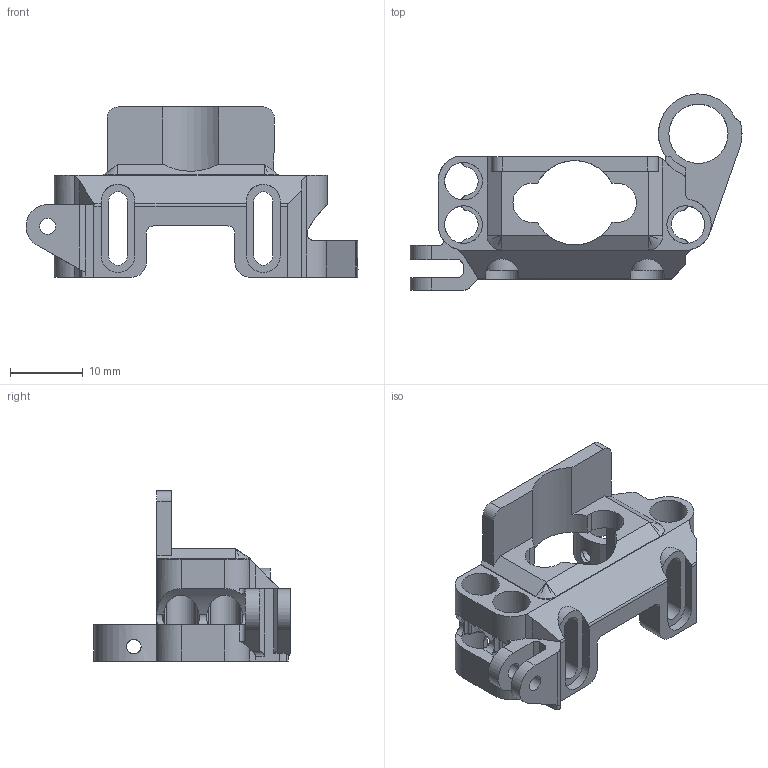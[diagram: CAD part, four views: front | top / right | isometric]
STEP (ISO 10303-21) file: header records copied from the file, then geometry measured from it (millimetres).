
FILE_DESCRIPTION(/* description */ (''),/* implementation_level */ '2;1');
FILE_NAME(/* name */ 'Mosquito Carrage V2 Bronze Bearings.step',/* time_stamp */ '2023-05-08T14:14:12-07:00',/* author */ (''),/* organization */ (''),/* preprocessor_version */ 'ST-DEVELOPER v19.2',/* originating_system */ 'Autodesk Translation Framework v12.4.0.73',/* authorisation */ '');
FILE_SCHEMA (('AUTOMOTIVE_DESIGN { 1 0 10303 214 3 1 1 }'));
Length unit declared in the file: millimetre
Products named in the file (1): Mosquito Carrage V2 Bronze Bearings
Bounding box: 45.72 x 27.02 x 23.45 mm (x, y, z)
Volume: 3057.4 mm3; surface area: 4052 mm2
Topology: 1 solids, 1 shells, 201 faces, 660 edges, 450 vertices
Faces by surface type: cylinder 97, plane 82, cone 20, bspline 2
Full cylindrical faces by diameter (mm): 2 x2, 2.2 x2, 5.2 x3, 8.15 x1
Entity records: 8252 total; most frequent: CARTESIAN_POINT 2441, ORIENTED_EDGE 1316, DIRECTION 1113, EDGE_CURVE 658, VERTEX_POINT 450, AXIS2_PLACEMENT_3D 383, LINE 347, VECTOR 347
